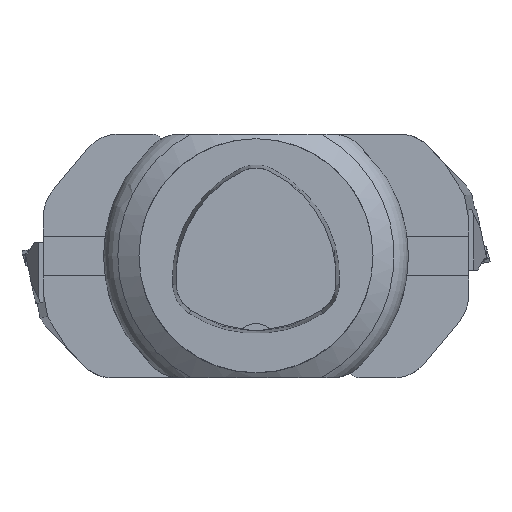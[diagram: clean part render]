
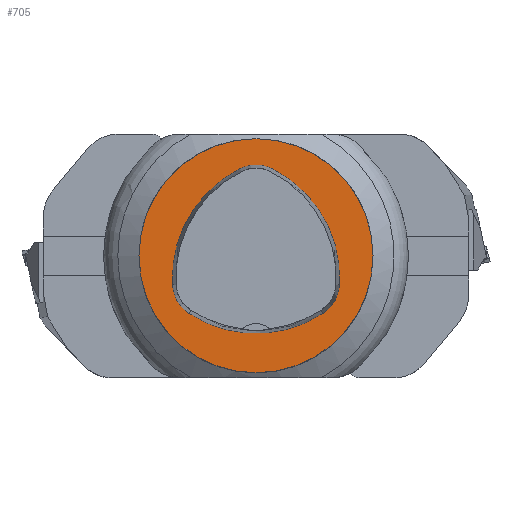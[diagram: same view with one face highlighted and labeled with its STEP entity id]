
A CAD part, top view. The second image highlights one B-rep face of the part: STEP entity #705.
In plain terms, the highlighted planar face has unit normal (0, 0, 1).
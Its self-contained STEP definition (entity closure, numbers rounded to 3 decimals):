
#611=PLANE('',#3186);
#705=ADVANCED_FACE('',(#969,#970),#611,.T.);
#877=CIRCLE('',#3173,50.);
#879=CIRCLE('',#3180,15.5);
#880=CIRCLE('',#3181,52.);
#881=CIRCLE('',#3182,15.5);
#882=CIRCLE('',#3183,52.);
#883=CIRCLE('',#3184,15.5);
#884=CIRCLE('',#3185,52.);
#969=FACE_BOUND('',#1021,.T.);
#970=FACE_BOUND('',#1022,.T.);
#1021=EDGE_LOOP('',(#1227));
#1022=EDGE_LOOP('',(#1228,#1229,#1230,#1231,#1232,#1233));
#1227=ORIENTED_EDGE('',*,*,#2177,.F.);
#1228=ORIENTED_EDGE('',*,*,#2187,.T.);
#1229=ORIENTED_EDGE('',*,*,#2188,.T.);
#1230=ORIENTED_EDGE('',*,*,#2189,.T.);
#1231=ORIENTED_EDGE('',*,*,#2190,.T.);
#1232=ORIENTED_EDGE('',*,*,#2191,.T.);
#1233=ORIENTED_EDGE('',*,*,#2192,.T.);
#1933=VERTEX_POINT('',#4248);
#1943=VERTEX_POINT('',#4269);
#1944=VERTEX_POINT('',#4270);
#1945=VERTEX_POINT('',#4272);
#1946=VERTEX_POINT('',#4274);
#1947=VERTEX_POINT('',#4276);
#1948=VERTEX_POINT('',#4278);
#2177=EDGE_CURVE('',#1933,#1933,#877,.T.);
#2187=EDGE_CURVE('',#1943,#1944,#879,.T.);
#2188=EDGE_CURVE('',#1944,#1945,#880,.T.);
#2189=EDGE_CURVE('',#1945,#1946,#881,.T.);
#2190=EDGE_CURVE('',#1946,#1947,#882,.T.);
#2191=EDGE_CURVE('',#1947,#1948,#883,.T.);
#2192=EDGE_CURVE('',#1948,#1943,#884,.T.);
#3173=AXIS2_PLACEMENT_3D('',#4247,#3461,#3462);
#3180=AXIS2_PLACEMENT_3D('',#4268,#3479,#3480);
#3181=AXIS2_PLACEMENT_3D('',#4271,#3481,#3482);
#3182=AXIS2_PLACEMENT_3D('',#4273,#3483,#3484);
#3183=AXIS2_PLACEMENT_3D('',#4275,#3485,#3486);
#3184=AXIS2_PLACEMENT_3D('',#4277,#3487,#3488);
#3185=AXIS2_PLACEMENT_3D('',#4279,#3489,#3490);
#3186=AXIS2_PLACEMENT_3D('',#4280,#3491,#3492);
#3461=DIRECTION('',(0.,0.,-1.));
#3462=DIRECTION('',(-1.,0.,0.));
#3479=DIRECTION('',(0.,0.,-1.));
#3480=DIRECTION('',(-0.5,0.866,0.));
#3481=DIRECTION('',(0.,0.,-1.));
#3482=DIRECTION('',(-0.5,0.866,0.));
#3483=DIRECTION('',(0.,0.,-1.));
#3484=DIRECTION('',(-0.5,0.866,0.));
#3485=DIRECTION('',(0.,0.,-1.));
#3486=DIRECTION('',(-0.5,0.866,0.));
#3487=DIRECTION('',(0.,0.,-1.));
#3488=DIRECTION('',(-0.5,0.866,0.));
#3489=DIRECTION('',(0.,0.,-1.));
#3490=DIRECTION('',(-0.5,0.866,0.));
#3491=DIRECTION('',(0.,0.,1.));
#3492=DIRECTION('',(-1.,0.,0.));
#4247=CARTESIAN_POINT('',(0.,0.,0.));
#4248=CARTESIAN_POINT('',(-50.,0.,0.));
#4268=CARTESIAN_POINT('',(20.135,-11.625,0.));
#4269=CARTESIAN_POINT('',(35.607,-12.566,0.));
#4270=CARTESIAN_POINT('',(28.686,-24.553,0.));
#4271=CARTESIAN_POINT('',(0.,18.819,0.));
#4272=CARTESIAN_POINT('',(-28.686,-24.553,0.));
#4273=CARTESIAN_POINT('',(-20.135,-11.625,0.));
#4274=CARTESIAN_POINT('',(-35.607,-12.566,0.));
#4275=CARTESIAN_POINT('',(16.298,-9.409,0.));
#4276=CARTESIAN_POINT('',(-6.921,37.119,0.));
#4277=CARTESIAN_POINT('',(0.,23.25,0.));
#4278=CARTESIAN_POINT('',(6.921,37.119,0.));
#4279=CARTESIAN_POINT('',(-16.298,-9.409,0.));
#4280=CARTESIAN_POINT('',(0.,0.,0.));
